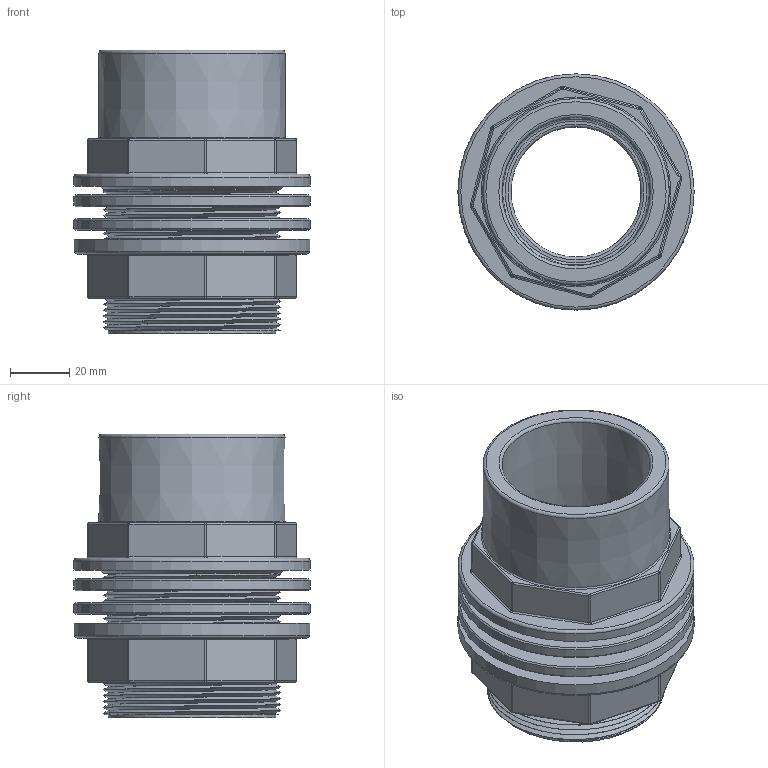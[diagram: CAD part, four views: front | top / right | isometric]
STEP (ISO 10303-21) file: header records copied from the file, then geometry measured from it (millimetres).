
FILE_DESCRIPTION(/* description */ (''),/* implementation_level */ '2;1');
FILE_NAME(/* name */ 'pvc tank connector 50÷63X50mm - 2.stp',/* time_stamp */ '2023-05-13T10:01:19+08:00',/* author */ (''),/* organization */ (''),/* preprocessor_version */ 'ST-DEVELOPER v16',/* originating_system */ 'SIEMENS PLM Software NX 10.0',/* authorisation */ '');
FILE_SCHEMA (('AUTOMOTIVE_DESIGN { 1 0 10303 214 3 1 1 1 }'));
Length unit declared in the file: millimetre
Products named in the file (1): gelv1214D7C3klxh
Bounding box: 80 x 80 x 96 mm (x, y, z)
Volume: 151165.3 mm3; surface area: 76299.3 mm2
Topology: 4 solids, 4 shells, 184 faces, 439 edges, 269 vertices
Faces by surface type: cylinder 99, plane 33, torus 25, bspline 19, cone 8
Full cylindrical faces by diameter (mm): 44 x1, 56.656 x24, 60 x2, 80 x4
Entity records: 12772 total; most frequent: CARTESIAN_POINT 9211, DIRECTION 785, ORIENTED_EDGE 668, EDGE_CURVE 334, AXIS2_PLACEMENT_3D 327, VERTEX_POINT 213, EDGE_LOOP 199, CIRCLE 185
